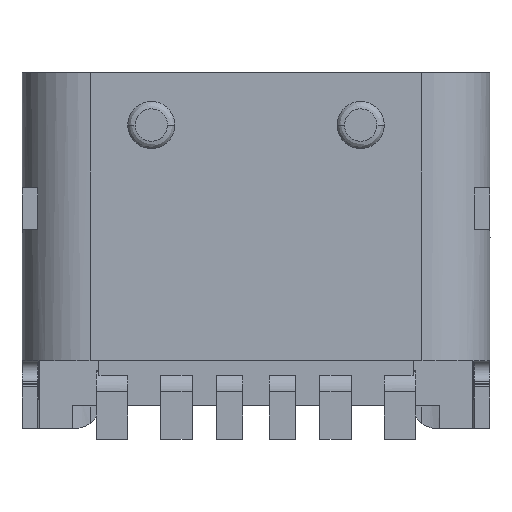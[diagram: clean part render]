
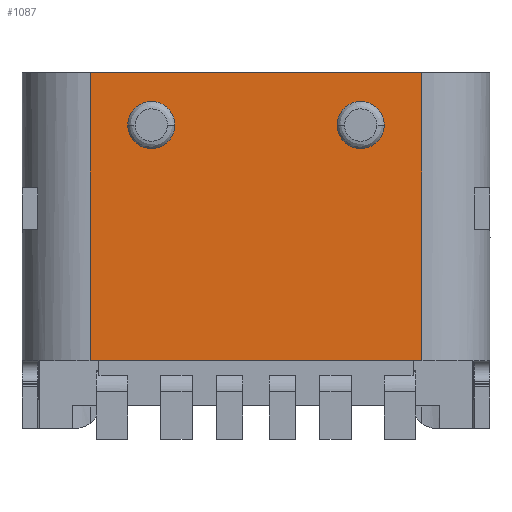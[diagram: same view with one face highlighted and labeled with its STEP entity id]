
A CAD part, front view. The second image highlights one B-rep face of the part: STEP entity #1087.
In plain terms, the highlighted planar face has unit normal (0, -1, 0).
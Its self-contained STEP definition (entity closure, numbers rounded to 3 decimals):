
#22 = ORIENTED_EDGE ( 'NONE', *, *, #2385, .T. ) ;
#93 = CARTESIAN_POINT ( 'NONE',  ( 0., -1.58, 0. ) ) ;
#345 = DIRECTION ( 'NONE',  ( 0., 1., 0. ) ) ;
#355 = DIRECTION ( 'NONE',  ( 0., -1., 0. ) ) ;
#392 = ORIENTED_EDGE ( 'NONE', *, *, #1147, .F. ) ;
#394 = CARTESIAN_POINT ( 'NONE',  ( 3.17, -1.58, 0. ) ) ;
#409 = CARTESIAN_POINT ( 'NONE',  ( -2.45, -1.58, -1. ) ) ;
#456 = CIRCLE ( 'NONE', #3068, 0.45 ) ;
#870 = VERTEX_POINT ( 'NONE', #5553 ) ;
#907 = FACE_BOUND ( 'NONE', #6514, .T. ) ;
#991 = CIRCLE ( 'NONE', #2903, 0.45 ) ;
#1087 = ADVANCED_FACE ( 'NONE', ( #6539, #907, #6418 ), #3342, .T. ) ;
#1123 = VERTEX_POINT ( 'NONE', #394 ) ;
#1147 = EDGE_CURVE ( 'NONE', #4958, #1123, #6917, .T. ) ;
#1284 = DIRECTION ( 'NONE',  ( 0., 0., -1. ) ) ;
#1287 = LINE ( 'NONE', #7029, #7734 ) ;
#1568 = VECTOR ( 'NONE', #5024, 1000. ) ;
#1682 = CARTESIAN_POINT ( 'NONE',  ( -2., -1.58, -1. ) ) ;
#1928 = EDGE_LOOP ( 'NONE', ( #2259, #7676 ) ) ;
#2004 = CARTESIAN_POINT ( 'NONE',  ( 2.45, -1.58, -1. ) ) ;
#2037 = LINE ( 'NONE', #5138, #2659 ) ;
#2060 = CARTESIAN_POINT ( 'NONE',  ( 2., -1.58, -1. ) ) ;
#2158 = VERTEX_POINT ( 'NONE', #5796 ) ;
#2259 = ORIENTED_EDGE ( 'NONE', *, *, #5698, .T. ) ;
#2385 = EDGE_CURVE ( 'NONE', #4958, #3611, #2037, .T. ) ;
#2659 = VECTOR ( 'NONE', #1284, 1000. ) ;
#2853 = CARTESIAN_POINT ( 'NONE',  ( 1.55, -1.58, -1. ) ) ;
#2903 = AXIS2_PLACEMENT_3D ( 'NONE', #5369, #5524, #7896 ) ;
#2907 = EDGE_CURVE ( 'NONE', #7850, #5099, #456, .T. ) ;
#3068 = AXIS2_PLACEMENT_3D ( 'NONE', #2060, #3265, #5739 ) ;
#3075 = VERTEX_POINT ( 'NONE', #409 ) ;
#3265 = DIRECTION ( 'NONE',  ( 0., 1., 0. ) ) ;
#3342 = PLANE ( 'NONE',  #3889 ) ;
#3366 = ORIENTED_EDGE ( 'NONE', *, *, #6275, .T. ) ;
#3371 = CARTESIAN_POINT ( 'NONE',  ( -2., -1.58, -1. ) ) ;
#3538 = AXIS2_PLACEMENT_3D ( 'NONE', #1682, #4862, #7366 ) ;
#3611 = VERTEX_POINT ( 'NONE', #7898 ) ;
#3654 = CARTESIAN_POINT ( 'NONE',  ( -3.17, -1.58, 0. ) ) ;
#3791 = ORIENTED_EDGE ( 'NONE', *, *, #7861, .T. ) ;
#3889 = AXIS2_PLACEMENT_3D ( 'NONE', #3992, #355, #6461 ) ;
#3992 = CARTESIAN_POINT ( 'NONE',  ( -4.47, -1.58, -6.8 ) ) ;
#4041 = CARTESIAN_POINT ( 'NONE',  ( -4.47, -1.58, -5.5 ) ) ;
#4116 = LINE ( 'NONE', #4041, #4190 ) ;
#4190 = VECTOR ( 'NONE', #7066, 1000. ) ;
#4862 = DIRECTION ( 'NONE',  ( 0., 1., 0. ) ) ;
#4958 = VERTEX_POINT ( 'NONE', #3654 ) ;
#5024 = DIRECTION ( 'NONE',  ( 1., 0., 0. ) ) ;
#5099 = VERTEX_POINT ( 'NONE', #2004 ) ;
#5138 = CARTESIAN_POINT ( 'NONE',  ( -3.17, -1.58, -6.8 ) ) ;
#5234 = DIRECTION ( 'NONE',  ( 0., 0., 1. ) ) ;
#5369 = CARTESIAN_POINT ( 'NONE',  ( 2., -1.58, -1. ) ) ;
#5524 = DIRECTION ( 'NONE',  ( 0., 1., 0. ) ) ;
#5536 = EDGE_CURVE ( 'NONE', #3611, #2158, #4116, .T. ) ;
#5553 = CARTESIAN_POINT ( 'NONE',  ( -1.55, -1.58, -1. ) ) ;
#5640 = EDGE_LOOP ( 'NONE', ( #392, #22, #6600, #7874 ) ) ;
#5698 = EDGE_CURVE ( 'NONE', #5099, #7850, #991, .T. ) ;
#5739 = DIRECTION ( 'NONE',  ( 0., 0., 1. ) ) ;
#5796 = CARTESIAN_POINT ( 'NONE',  ( 3.17, -1.58, -5.5 ) ) ;
#6275 = EDGE_CURVE ( 'NONE', #3075, #870, #6459, .T. ) ;
#6386 = CIRCLE ( 'NONE', #3538, 0.45 ) ;
#6418 = FACE_OUTER_BOUND ( 'NONE', #5640, .T. ) ;
#6459 = CIRCLE ( 'NONE', #6578, 0.45 ) ;
#6461 = DIRECTION ( 'NONE',  ( 0., 0., -1. ) ) ;
#6468 = EDGE_CURVE ( 'NONE', #2158, #1123, #1287, .T. ) ;
#6514 = EDGE_LOOP ( 'NONE', ( #3791, #3366 ) ) ;
#6539 = FACE_BOUND ( 'NONE', #1928, .T. ) ;
#6578 = AXIS2_PLACEMENT_3D ( 'NONE', #3371, #345, #5234 ) ;
#6600 = ORIENTED_EDGE ( 'NONE', *, *, #5536, .T. ) ;
#6917 = LINE ( 'NONE', #93, #1568 ) ;
#7029 = CARTESIAN_POINT ( 'NONE',  ( 3.17, -1.58, -6.8 ) ) ;
#7066 = DIRECTION ( 'NONE',  ( 1., 0., 0. ) ) ;
#7366 = DIRECTION ( 'NONE',  ( 0., 0., 1. ) ) ;
#7410 = DIRECTION ( 'NONE',  ( 0., 0., 1. ) ) ;
#7676 = ORIENTED_EDGE ( 'NONE', *, *, #2907, .T. ) ;
#7734 = VECTOR ( 'NONE', #7410, 1000. ) ;
#7850 = VERTEX_POINT ( 'NONE', #2853 ) ;
#7861 = EDGE_CURVE ( 'NONE', #870, #3075, #6386, .T. ) ;
#7874 = ORIENTED_EDGE ( 'NONE', *, *, #6468, .T. ) ;
#7896 = DIRECTION ( 'NONE',  ( 0., 0., 1. ) ) ;
#7898 = CARTESIAN_POINT ( 'NONE',  ( -3.17, -1.58, -5.5 ) ) ;
